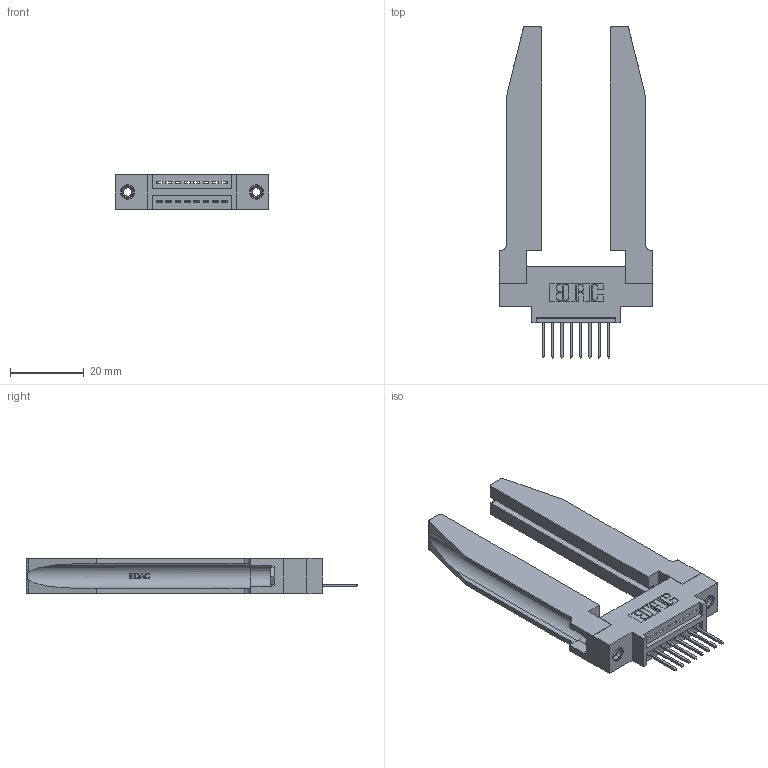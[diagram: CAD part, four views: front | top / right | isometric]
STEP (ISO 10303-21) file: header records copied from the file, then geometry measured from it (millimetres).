
FILE_DESCRIPTION (( 'STEP AP203' ), '1' );
FILE_NAME ('345-008-523-678.STEP', '2019-10-03T18:37:36', ( '' ), ( '' ), 'SwSTEP 2.0', 'SolidWorks 2016', '' );
FILE_SCHEMA (( 'CONFIG_CONTROL_DESIGN' ));
Length unit declared in the file: inch
Products named in the file (5): 345 Part_0.170 Offset - 0.156 Dia-TH; 345-220-078_345-220-078; 345-292-001_345-293-123; 345-008-523-678; 345-250-001_345-250-001-102
Assembly tree (13 placements, depth 2):
  345-008-523-678
    345 Part_0.170 Offset - 0.156 Dia-TH
    345-292-001_345-293-123  x8
    345-250-001_345-250-001-102  x2
    345-220-078_345-220-078  x2
Bounding box: 41.55 x 90.09 x 9.4 mm (x, y, z)
Volume: 11322.4 mm3; surface area: 11238.9 mm2
Topology: 13 solids, 13 shells, 828 faces, 2369 edges, 1558 vertices
Faces by surface type: plane 546, cylinder 230, bspline 36, cone 12, torus 4
Entity records: 15488 total; most frequent: CARTESIAN_POINT 3583, ORIENTED_EDGE 2422, DIRECTION 2185, EDGE_CURVE 1211, LINE 953, VECTOR 953, VERTEX_POINT 800, AXIS2_PLACEMENT_3D 616
